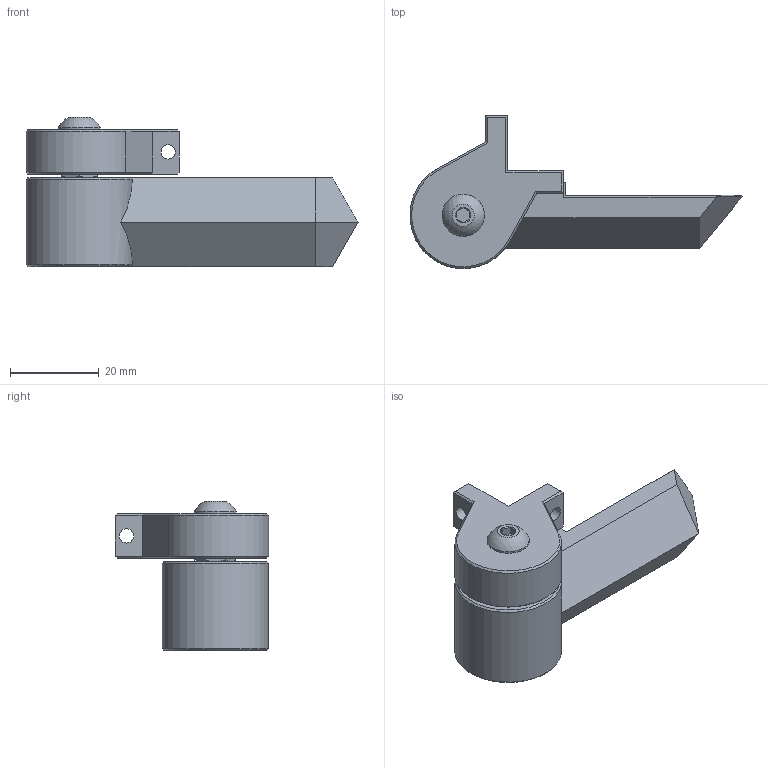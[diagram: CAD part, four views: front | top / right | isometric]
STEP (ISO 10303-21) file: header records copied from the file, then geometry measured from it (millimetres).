
FILE_DESCRIPTION(/* description */ (''),/* implementation_level */ '2;1');
FILE_NAME(/* name */ 'Hinge-right-blank.step',/* time_stamp */ '2020-11-09T16:54:44+01:00',/* author */ (''),/* organization */ (''),/* preprocessor_version */ 'ST-DEVELOPER v18.1',/* originating_system */ 'Autodesk Translation Framework v9.3.0.1241',/* authorisation */ '');
FILE_SCHEMA (('AUTOMOTIVE_DESIGN { 1 0 10303 214 3 1 1 }'));
Length unit declared in the file: millimetre
Products named in the file (16): Hinge (1)(Mirror); SKF 625 v1 (2)(Mirror); SKF 625 Inner Race^SKF 625 (2)(Mirror); SKF 625 Outer Race^SKF 625 (2)(Mirror); SKF 625 Ball^SKF 625 (2)(Mirror); SKF 625 Cage^SKF 625 (2)(Mirror); Base (1)(Mirror); M5 nut (1)(Mirror); Top (1)(Mirror); SKF 625 v1 (1) (1)(Mirror); SKF 625 Inner Race^SKF 625 (1) (1)(Mirror); SKF 625 Outer Race^SKF 625 (1) (1)(Mirror); SKF 625 Ball^SKF 625 (1) (1)(Mirror); SKF 625 Cage^SKF 625 (1) (1)(Mirror); M5x30 BHCS (1)(Mirror); M3 Threaded Insert Short v1 v1(Mirror)
Assembly tree (29 placements, depth 3):
  Hinge (1)(Mirror)
    SKF 625 v1 (2)(Mirror)
      SKF 625 Inner Race^SKF 625 (2)(Mirror)
      SKF 625 Outer Race^SKF 625 (2)(Mirror)
      SKF 625 Ball^SKF 625 (2)(Mirror)  x8
      SKF 625 Cage^SKF 625 (2)(Mirror)
    Base (1)(Mirror)
    M5 nut (1)(Mirror)
    Top (1)(Mirror)
    SKF 625 v1 (1) (1)(Mirror)
      SKF 625 Inner Race^SKF 625 (1) (1)(Mirror)
      SKF 625 Outer Race^SKF 625 (1) (1)(Mirror)
      SKF 625 Ball^SKF 625 (1) (1)(Mirror)  x8
      SKF 625 Cage^SKF 625 (1) (1)(Mirror)
    M5x30 BHCS (1)(Mirror)
    M3 Threaded Insert Short v1 v1(Mirror)
Bounding box: 74.72 x 34.48 x 33.55 mm (x, y, z)
Volume: 21990.5 mm3; surface area: 12421.6 mm2
Topology: 45 solids, 45 shells, 906 faces, 2449 edges, 1574 vertices
Faces by surface type: cylinder 245, bspline 212, plane 182, torus 148, sphere 81, cone 38
Full cylindrical faces by diameter (mm): 0.6 x48, 3 x1, 3.2 x2, 3.961 x40, 4.8 x1, 5 x43, 5.05 x1, 5.16 x1, 5.2 x1, 5.56 x1, 7.119 x1, 8.4 x4, 9 x4, 9.5 x1, 11.25 x4, 12 x5, 13.3 x4, 16 x2, 16.3 x2
Entity records: 43545 total; most frequent: CARTESIAN_POINT 22329, ORIENTED_EDGE 4678, DIRECTION 4018, EDGE_CURVE 2339, AXIS2_PLACEMENT_3D 1745, VERTEX_POINT 1546, EDGE_LOOP 1019, FACE_OUTER_BOUND 892
